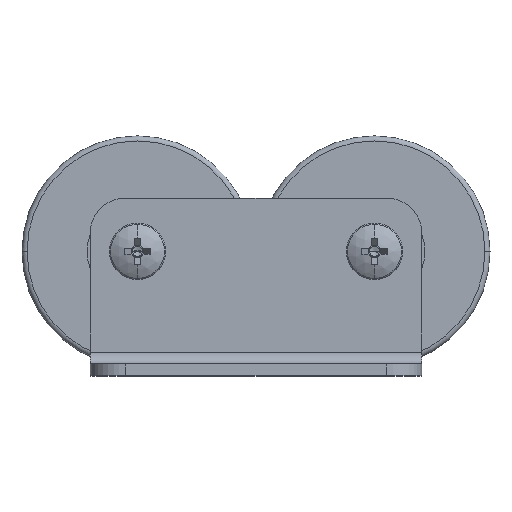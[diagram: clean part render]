
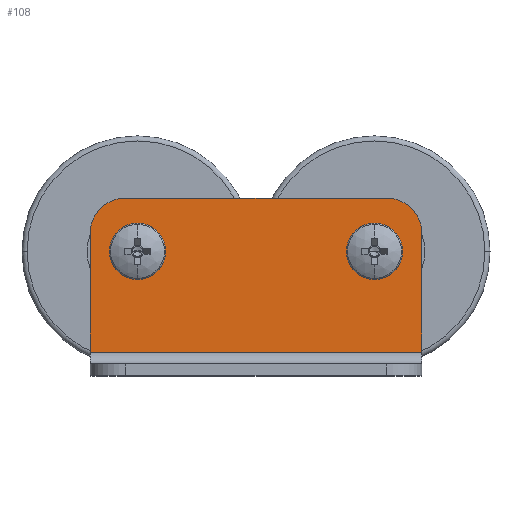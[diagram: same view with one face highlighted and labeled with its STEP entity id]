
A CAD part, top view. The second image highlights one B-rep face of the part: STEP entity #108.
In plain terms, the highlighted planar face has unit normal (0, 0, 1).
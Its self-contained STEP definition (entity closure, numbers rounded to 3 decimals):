
#108 = ADVANCED_FACE ( 'NONE', ( #6889, #4544, #7247 ), #7100, .F. ) ;
#204 = VERTEX_POINT ( 'NONE', #3277 ) ;
#315 = DIRECTION ( 'NONE',  ( 1., 0., 0. ) ) ;
#366 = DIRECTION ( 'NONE',  ( 1., 0., 0. ) ) ;
#405 = EDGE_CURVE ( 'NONE', #9951, #7002, #4532, .T. ) ;
#551 = EDGE_CURVE ( 'NONE', #5832, #7199, #9837, .T. ) ;
#683 = CARTESIAN_POINT ( 'NONE',  ( -17.35, 21., 2. ) ) ;
#736 = DIRECTION ( 'NONE',  ( -1., 0., 0. ) ) ;
#853 = ORIENTED_EDGE ( 'NONE', *, *, #8902, .F. ) ;
#909 = EDGE_LOOP ( 'NONE', ( #6321, #7850 ) ) ;
#1094 = DIRECTION ( 'NONE',  ( 0., -1., 0. ) ) ;
#1129 = EDGE_CURVE ( 'NONE', #3997, #3959, #3890, .T. ) ;
#1158 = VECTOR ( 'NONE', #7028, 1000. ) ;
#1426 = ORIENTED_EDGE ( 'NONE', *, *, #7175, .T. ) ;
#1761 = CARTESIAN_POINT ( 'NONE',  ( 28., 24., 2. ) ) ;
#1885 = VERTEX_POINT ( 'NONE', #2185 ) ;
#1909 = DIRECTION ( 'NONE',  ( -1., 0., 0. ) ) ;
#2013 = DIRECTION ( 'NONE',  ( 0., 0., 1. ) ) ;
#2027 = EDGE_LOOP ( 'NONE', ( #853, #1426, #3844, #4550, #2519, #4638 ) ) ;
#2148 = AXIS2_PLACEMENT_3D ( 'NONE', #5684, #6367, #8070 ) ;
#2165 = CARTESIAN_POINT ( 'NONE',  ( 20., 21., 2. ) ) ;
#2185 = CARTESIAN_POINT ( 'NONE',  ( 22., 30., 2. ) ) ;
#2204 = EDGE_CURVE ( 'NONE', #3959, #7199, #2765, .T. ) ;
#2287 = CARTESIAN_POINT ( 'NONE',  ( 22., 24., 2. ) ) ;
#2358 = CARTESIAN_POINT ( 'NONE',  ( -28., 4., 2. ) ) ;
#2519 = ORIENTED_EDGE ( 'NONE', *, *, #2204, .T. ) ;
#2726 = CARTESIAN_POINT ( 'NONE',  ( -22., 24., 2. ) ) ;
#2756 = CARTESIAN_POINT ( 'NONE',  ( 28., 4., 2. ) ) ;
#2765 = LINE ( 'NONE', #5555, #8461 ) ;
#2844 = DIRECTION ( 'NONE',  ( 0., 0., 1. ) ) ;
#3001 = EDGE_CURVE ( 'NONE', #1885, #3997, #7399, .T. ) ;
#3277 = CARTESIAN_POINT ( 'NONE',  ( 17.35, 21., 2. ) ) ;
#3788 = CIRCLE ( 'NONE', #2148, 2.65 ) ;
#3844 = ORIENTED_EDGE ( 'NONE', *, *, #3001, .T. ) ;
#3890 = CIRCLE ( 'NONE', #9744, 6. ) ;
#3959 = VERTEX_POINT ( 'NONE', #4750 ) ;
#3960 = AXIS2_PLACEMENT_3D ( 'NONE', #9907, #2013, #366 ) ;
#3997 = VERTEX_POINT ( 'NONE', #7167 ) ;
#4316 = AXIS2_PLACEMENT_3D ( 'NONE', #9513, #9170, #6333 ) ;
#4441 = CIRCLE ( 'NONE', #9387, 2.65 ) ;
#4509 = ORIENTED_EDGE ( 'NONE', *, *, #5717, .F. ) ;
#4532 = CIRCLE ( 'NONE', #3960, 2.65 ) ;
#4544 = FACE_BOUND ( 'NONE', #909, .T. ) ;
#4550 = ORIENTED_EDGE ( 'NONE', *, *, #1129, .T. ) ;
#4638 = ORIENTED_EDGE ( 'NONE', *, *, #551, .F. ) ;
#4750 = CARTESIAN_POINT ( 'NONE',  ( -28., 24., 2. ) ) ;
#5206 = CARTESIAN_POINT ( 'NONE',  ( -22.65, 21., 2. ) ) ;
#5224 = DIRECTION ( 'NONE',  ( -1., 0., 0. ) ) ;
#5548 = AXIS2_PLACEMENT_3D ( 'NONE', #2287, #7820, #736 ) ;
#5555 = CARTESIAN_POINT ( 'NONE',  ( -28., 0., 2. ) ) ;
#5582 = CARTESIAN_POINT ( 'NONE',  ( 22.65, 21., 2. ) ) ;
#5619 = EDGE_CURVE ( 'NONE', #204, #5725, #10210, .T. ) ;
#5684 = CARTESIAN_POINT ( 'NONE',  ( -20., 21., 2. ) ) ;
#5685 = LINE ( 'NONE', #5851, #7043 ) ;
#5713 = VERTEX_POINT ( 'NONE', #1761 ) ;
#5717 = EDGE_CURVE ( 'NONE', #7002, #9951, #3788, .T. ) ;
#5719 = CIRCLE ( 'NONE', #5548, 6. ) ;
#5725 = VERTEX_POINT ( 'NONE', #5582 ) ;
#5832 = VERTEX_POINT ( 'NONE', #2756 ) ;
#5851 = CARTESIAN_POINT ( 'NONE',  ( 28., 0., 2. ) ) ;
#5873 = CARTESIAN_POINT ( 'NONE',  ( 20., 21., 2. ) ) ;
#6141 = DIRECTION ( 'NONE',  ( 1., 0., 0. ) ) ;
#6321 = ORIENTED_EDGE ( 'NONE', *, *, #10190, .F. ) ;
#6333 = DIRECTION ( 'NONE',  ( -1., 0., 0. ) ) ;
#6367 = DIRECTION ( 'NONE',  ( 0., 0., 1. ) ) ;
#6889 = FACE_BOUND ( 'NONE', #9377, .T. ) ;
#6923 = CARTESIAN_POINT ( 'NONE',  ( 28., 4., 2. ) ) ;
#7002 = VERTEX_POINT ( 'NONE', #5206 ) ;
#7028 = DIRECTION ( 'NONE',  ( -1., 0., 0. ) ) ;
#7043 = VECTOR ( 'NONE', #1094, 1000. ) ;
#7100 = PLANE ( 'NONE',  #4316 ) ;
#7167 = CARTESIAN_POINT ( 'NONE',  ( -22., 30., 2. ) ) ;
#7175 = EDGE_CURVE ( 'NONE', #5713, #1885, #5719, .T. ) ;
#7199 = VERTEX_POINT ( 'NONE', #2358 ) ;
#7247 = FACE_OUTER_BOUND ( 'NONE', #2027, .T. ) ;
#7399 = LINE ( 'NONE', #8999, #9742 ) ;
#7680 = DIRECTION ( 'NONE',  ( 0., 0., 1. ) ) ;
#7820 = DIRECTION ( 'NONE',  ( 0., 0., 1. ) ) ;
#7850 = ORIENTED_EDGE ( 'NONE', *, *, #5619, .F. ) ;
#7976 = ORIENTED_EDGE ( 'NONE', *, *, #405, .F. ) ;
#8070 = DIRECTION ( 'NONE',  ( 1., 0., 0. ) ) ;
#8461 = VECTOR ( 'NONE', #10250, 1000. ) ;
#8528 = AXIS2_PLACEMENT_3D ( 'NONE', #2165, #7680, #6141 ) ;
#8902 = EDGE_CURVE ( 'NONE', #5713, #5832, #5685, .T. ) ;
#8960 = DIRECTION ( 'NONE',  ( 0., 0., 1. ) ) ;
#8999 = CARTESIAN_POINT ( 'NONE',  ( 28., 30., 2. ) ) ;
#9170 = DIRECTION ( 'NONE',  ( 0., 0., -1. ) ) ;
#9377 = EDGE_LOOP ( 'NONE', ( #7976, #4509 ) ) ;
#9387 = AXIS2_PLACEMENT_3D ( 'NONE', #5873, #8960, #315 ) ;
#9513 = CARTESIAN_POINT ( 'NONE',  ( 28., 0., 2. ) ) ;
#9742 = VECTOR ( 'NONE', #5224, 1000. ) ;
#9744 = AXIS2_PLACEMENT_3D ( 'NONE', #2726, #2844, #1909 ) ;
#9837 = LINE ( 'NONE', #6923, #1158 ) ;
#9907 = CARTESIAN_POINT ( 'NONE',  ( -20., 21., 2. ) ) ;
#9951 = VERTEX_POINT ( 'NONE', #683 ) ;
#10190 = EDGE_CURVE ( 'NONE', #5725, #204, #4441, .T. ) ;
#10210 = CIRCLE ( 'NONE', #8528, 2.65 ) ;
#10250 = DIRECTION ( 'NONE',  ( 0., -1., 0. ) ) ;
